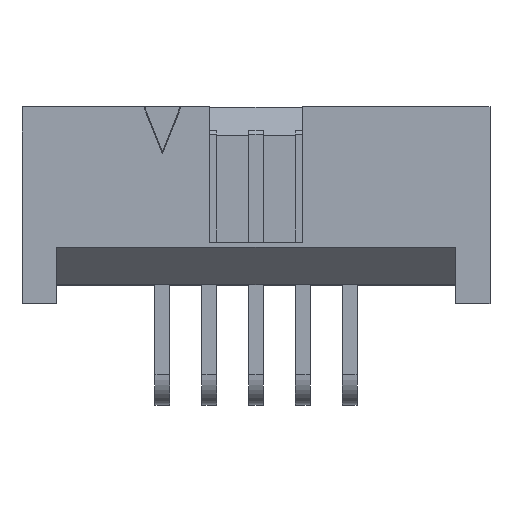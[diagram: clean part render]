
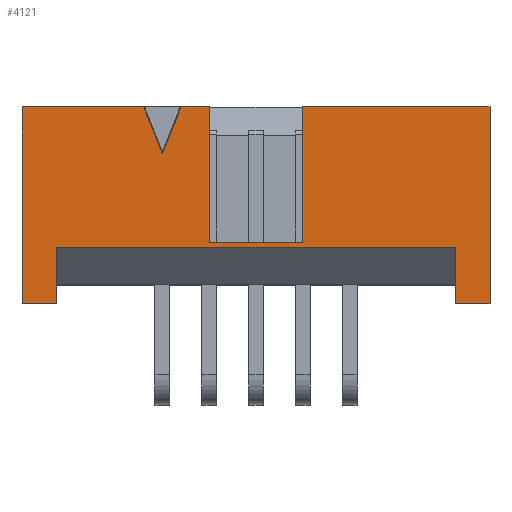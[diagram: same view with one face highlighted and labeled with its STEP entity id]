
A CAD part, top view. The second image highlights one B-rep face of the part: STEP entity #4121.
In plain terms, the highlighted planar face has unit normal (0, 0, 1).
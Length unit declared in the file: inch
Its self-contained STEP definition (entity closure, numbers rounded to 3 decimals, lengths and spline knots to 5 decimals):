
#1109=ORIENTED_EDGE('',*,*,#1800,.F.);
#1110=ORIENTED_EDGE('',*,*,#1777,.T.);
#1111=ORIENTED_EDGE('',*,*,#1766,.T.);
#1112=ORIENTED_EDGE('',*,*,#1801,.T.);
#1113=ORIENTED_EDGE('',*,*,#1802,.F.);
#1114=ORIENTED_EDGE('',*,*,#1803,.F.);
#1115=ORIENTED_EDGE('',*,*,#1804,.T.);
#1116=ORIENTED_EDGE('',*,*,#1805,.T.);
#1117=ORIENTED_EDGE('',*,*,#1806,.T.);
#1118=ORIENTED_EDGE('',*,*,#1789,.T.);
#1119=ORIENTED_EDGE('',*,*,#1807,.F.);
#1120=ORIENTED_EDGE('',*,*,#1808,.F.);
#1121=ORIENTED_EDGE('',*,*,#1809,.F.);
#1122=ORIENTED_EDGE('',*,*,#1781,.T.);
#1123=ORIENTED_EDGE('',*,*,#1810,.F.);
#1766=EDGE_CURVE('',#2191,#2194,#2708,.T.);
#1777=EDGE_CURVE('',#2205,#2191,#2719,.T.);
#1781=EDGE_CURVE('',#2209,#2208,#2723,.T.);
#1789=EDGE_CURVE('',#2217,#2216,#2731,.T.);
#1800=EDGE_CURVE('',#2205,#2225,#2742,.T.);
#1801=EDGE_CURVE('',#2194,#2226,#2743,.T.);
#1802=EDGE_CURVE('',#2227,#2226,#2744,.T.);
#1803=EDGE_CURVE('',#2228,#2227,#2745,.T.);
#1804=EDGE_CURVE('',#2228,#2229,#2746,.T.);
#1805=EDGE_CURVE('',#2229,#2230,#2747,.T.);
#1806=EDGE_CURVE('',#2230,#2217,#2748,.T.);
#1807=EDGE_CURVE('',#2231,#2216,#2749,.T.);
#1808=EDGE_CURVE('',#2232,#2231,#2750,.T.);
#1809=EDGE_CURVE('',#2209,#2232,#2751,.T.);
#1810=EDGE_CURVE('',#2225,#2208,#2752,.T.);
#2191=VERTEX_POINT('',#6467);
#2194=VERTEX_POINT('',#6472);
#2205=VERTEX_POINT('',#6498);
#2208=VERTEX_POINT('',#6504);
#2209=VERTEX_POINT('',#6506);
#2216=VERTEX_POINT('',#6520);
#2217=VERTEX_POINT('',#6522);
#2225=VERTEX_POINT('',#6542);
#2226=VERTEX_POINT('',#6544);
#2227=VERTEX_POINT('',#6546);
#2228=VERTEX_POINT('',#6548);
#2229=VERTEX_POINT('',#6550);
#2230=VERTEX_POINT('',#6552);
#2231=VERTEX_POINT('',#6555);
#2232=VERTEX_POINT('',#6557);
#2708=LINE('',#6473,#3258);
#2719=LINE('',#6497,#3269);
#2723=LINE('',#6505,#3273);
#2731=LINE('',#6521,#3281);
#2742=LINE('',#6541,#3292);
#2743=LINE('',#6543,#3293);
#2744=LINE('',#6545,#3294);
#2745=LINE('',#6547,#3295);
#2746=LINE('',#6549,#3296);
#2747=LINE('',#6551,#3297);
#2748=LINE('',#6553,#3298);
#2749=LINE('',#6554,#3299);
#2750=LINE('',#6556,#3300);
#2751=LINE('',#6558,#3301);
#2752=LINE('',#6559,#3302);
#3258=VECTOR('',#5309,39.37008);
#3269=VECTOR('',#5326,39.37008);
#3273=VECTOR('',#5330,39.37008);
#3281=VECTOR('',#5338,39.37008);
#3292=VECTOR('',#5351,39.37008);
#3293=VECTOR('',#5352,39.37008);
#3294=VECTOR('',#5353,39.37008);
#3295=VECTOR('',#5354,39.37008);
#3296=VECTOR('',#5355,39.37008);
#3297=VECTOR('',#5356,39.37008);
#3298=VECTOR('',#5357,39.37008);
#3299=VECTOR('',#5358,39.37008);
#3300=VECTOR('',#5359,39.37008);
#3301=VECTOR('',#5360,39.37008);
#3302=VECTOR('',#5361,39.37008);
#3529=EDGE_LOOP('',(#1109,#1110,#1111,#1112,#1113,#1114,#1115,#1116,#1117,
#1118,#1119,#1120,#1121,#1122,#1123));
#3733=FACE_BOUND('',#3529,.T.);
#3917=PLANE('',#4405);
#4121=ADVANCED_FACE('',(#3733),#3917,.T.);
#4405=AXIS2_PLACEMENT_3D('',#6540,#5349,#5350);
#5309=DIRECTION('',(0.,-1.,0.));
#5326=DIRECTION('',(-1.,0.,0.));
#5330=DIRECTION('',(-1.,0.,0.));
#5338=DIRECTION('',(-1.,0.,0.));
#5349=DIRECTION('',(0.,0.,1.));
#5350=DIRECTION('',(1.,0.,0.));
#5351=DIRECTION('',(0.371,-0.928,0.));
#5352=DIRECTION('',(1.,0.,0.));
#5353=DIRECTION('',(0.,-1.,0.));
#5354=DIRECTION('',(-1.,0.,0.));
#5355=DIRECTION('',(0.,-1.,0.));
#5356=DIRECTION('',(1.,0.,0.));
#5357=DIRECTION('',(0.,1.,0.));
#5358=DIRECTION('',(0.,1.,0.));
#5359=DIRECTION('',(1.,0.,0.));
#5360=DIRECTION('',(0.,-1.,0.));
#5361=DIRECTION('',(0.371,0.928,0.));
#6467=CARTESIAN_POINT('',(-0.25,0.21,0.1));
#6472=CARTESIAN_POINT('',(-0.25,0.,0.1));
#6473=CARTESIAN_POINT('',(-0.25,0.21,0.1));
#6497=CARTESIAN_POINT('',(0.25,0.21,0.1));
#6498=CARTESIAN_POINT('',(-0.12,0.21,0.1));
#6504=CARTESIAN_POINT('',(-0.08,0.21,0.1));
#6505=CARTESIAN_POINT('',(0.25,0.21,0.1));
#6506=CARTESIAN_POINT('',(-0.05,0.21,0.1));
#6520=CARTESIAN_POINT('',(0.05,0.21,0.1));
#6521=CARTESIAN_POINT('',(0.25,0.21,0.1));
#6522=CARTESIAN_POINT('',(0.25,0.21,0.1));
#6540=CARTESIAN_POINT('',(0.,0.,0.1));
#6541=CARTESIAN_POINT('',(-0.12,0.21,0.1));
#6542=CARTESIAN_POINT('',(-0.1,0.16,0.1));
#6543=CARTESIAN_POINT('',(-0.25,0.,0.1));
#6544=CARTESIAN_POINT('',(-0.213,0.,0.1));
#6545=CARTESIAN_POINT('',(-0.213,0.06,0.1));
#6546=CARTESIAN_POINT('',(-0.213,0.06,0.1));
#6547=CARTESIAN_POINT('',(0.213,0.06,0.1));
#6548=CARTESIAN_POINT('',(0.213,0.06,0.1));
#6549=CARTESIAN_POINT('',(0.213,0.06,0.1));
#6550=CARTESIAN_POINT('',(0.213,0.,0.1));
#6551=CARTESIAN_POINT('',(-0.25,0.,0.1));
#6552=CARTESIAN_POINT('',(0.25,0.,0.1));
#6553=CARTESIAN_POINT('',(0.25,0.,0.1));
#6554=CARTESIAN_POINT('',(0.05,0.065,0.1));
#6555=CARTESIAN_POINT('',(0.05,0.065,0.1));
#6556=CARTESIAN_POINT('',(-0.05,0.065,0.1));
#6557=CARTESIAN_POINT('',(-0.05,0.065,0.1));
#6558=CARTESIAN_POINT('',(-0.05,0.21,0.1));
#6559=CARTESIAN_POINT('',(-0.1,0.16,0.1));
